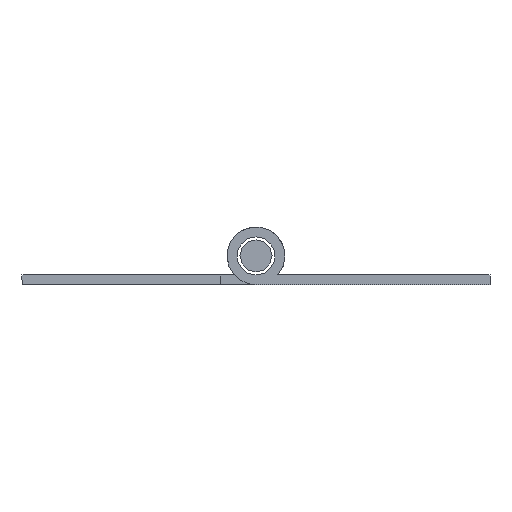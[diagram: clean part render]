
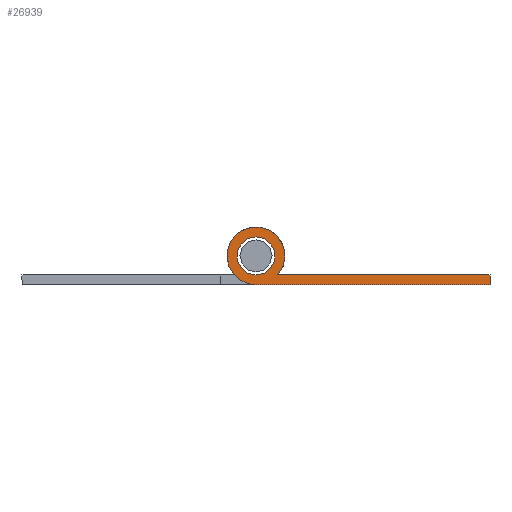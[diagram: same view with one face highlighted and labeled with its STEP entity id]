
A CAD part, front view. The second image highlights one B-rep face of the part: STEP entity #26939.
In plain terms, the highlighted planar face has unit normal (0, -1, 0).
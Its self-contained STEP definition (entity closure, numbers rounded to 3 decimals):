
#7085 = VERTEX_POINT ( 'NONE', #18937 ) ;
#7087 = EDGE_CURVE ( 'NONE', #7088, #7085, #18936, .T. ) ;
#7088 = VERTEX_POINT ( 'NONE', #18931 ) ;
#18931 = CARTESIAN_POINT ( 'NONE',  ( 0., -900., -1.55 ) ) ;
#18932 = DIRECTION ( 'NONE',  ( 0., 0., 1. ) ) ;
#18933 = DIRECTION ( 'NONE',  ( 0., 1., 0. ) ) ;
#18934 = CARTESIAN_POINT ( 'NONE',  ( 0., -900., 0. ) ) ;
#18935 = AXIS2_PLACEMENT_3D ( 'NONE', #18934, #18933, #18932 ) ;
#18936 = CIRCLE ( 'NONE', #18935, 1.55 ) ;
#18937 = CARTESIAN_POINT ( 'NONE',  ( 0., -900., 1.55 ) ) ;
#21069 = DIRECTION ( 'NONE',  ( 0., 0., 1. ) ) ;
#21070 = DIRECTION ( 'NONE',  ( 0., 1., 0. ) ) ;
#21071 = CARTESIAN_POINT ( 'NONE',  ( 0., -900., 0. ) ) ;
#21072 = AXIS2_PLACEMENT_3D ( 'NONE', #21071, #21070, #21069 ) ;
#21073 = CIRCLE ( 'NONE', #21072, 1.55 ) ;
#21091 = DIRECTION ( 'NONE',  ( 0., 0., 1. ) ) ;
#21092 = DIRECTION ( 'NONE',  ( 0., 1., 0. ) ) ;
#21093 = CARTESIAN_POINT ( 'NONE',  ( 0., -900., 0. ) ) ;
#21094 = AXIS2_PLACEMENT_3D ( 'NONE', #21093, #21092, #21091 ) ;
#21095 = PLANE ( 'NONE',  #21094 ) ;
#21096 = FACE_BOUND ( 'NONE', #27004, .T. ) ;
#21097 = FACE_OUTER_BOUND ( 'NONE', #26940, .T. ) ;
#21105 = CARTESIAN_POINT ( 'NONE',  ( 1.766, -900., -1.55 ) ) ;
#21106 = CARTESIAN_POINT ( 'NONE',  ( 0., -900., -2.35 ) ) ;
#21107 = DIRECTION ( 'NONE',  ( 0., 0., 1. ) ) ;
#21108 = DIRECTION ( 'NONE',  ( 0., 1., 0. ) ) ;
#21109 = CARTESIAN_POINT ( 'NONE',  ( 0., -900., 0. ) ) ;
#21110 = AXIS2_PLACEMENT_3D ( 'NONE', #21109, #21108, #21107 ) ;
#21115 = CIRCLE ( 'NONE', #21110, 2.35 ) ;
#21163 = DIRECTION ( 'NONE',  ( 1., 0., 0. ) ) ;
#21164 = VECTOR ( 'NONE', #21163, 1000. ) ;
#21165 = CARTESIAN_POINT ( 'NONE',  ( 19., -900., -1.55 ) ) ;
#21166 = LINE ( 'NONE', #21165, #21164 ) ;
#21167 = CARTESIAN_POINT ( 'NONE',  ( 19., -900., -2.35 ) ) ;
#21168 = CARTESIAN_POINT ( 'NONE',  ( 19., -900., -1.55 ) ) ;
#21169 = DIRECTION ( 'NONE',  ( 0., 0., -1. ) ) ;
#21170 = VECTOR ( 'NONE', #21169, 1000. ) ;
#21171 = CARTESIAN_POINT ( 'NONE',  ( 19., -900., -2.35 ) ) ;
#21172 = LINE ( 'NONE', #21171, #21170 ) ;
#21219 = DIRECTION ( 'NONE',  ( -1., 0., 0. ) ) ;
#21220 = VECTOR ( 'NONE', #21219, 1000. ) ;
#21221 = CARTESIAN_POINT ( 'NONE',  ( 0., -900., -2.35 ) ) ;
#21222 = LINE ( 'NONE', #21221, #21220 ) ;
#26939 = ADVANCED_FACE ( 'NONE', ( #21097, #21096 ), #21095, .F. ) ;
#26940 = EDGE_LOOP ( 'NONE', ( #26941, #26999, #27001, #27002 ) ) ;
#26941 = ORIENTED_EDGE ( 'NONE', *, *, #26996, .F. ) ;
#26952 = EDGE_CURVE ( 'NONE', #7085, #7088, #21073, .T. ) ;
#26962 = EDGE_CURVE ( 'NONE', #26963, #26964, #21115, .T. ) ;
#26963 = VERTEX_POINT ( 'NONE', #21106 ) ;
#26964 = VERTEX_POINT ( 'NONE', #21105 ) ;
#26996 = EDGE_CURVE ( 'NONE', #26997, #26998, #21172, .T. ) ;
#26997 = VERTEX_POINT ( 'NONE', #21168 ) ;
#26998 = VERTEX_POINT ( 'NONE', #21167 ) ;
#26999 = ORIENTED_EDGE ( 'NONE', *, *, #27000, .F. ) ;
#27000 = EDGE_CURVE ( 'NONE', #26964, #26997, #21166, .T. ) ;
#27001 = ORIENTED_EDGE ( 'NONE', *, *, #26962, .F. ) ;
#27002 = ORIENTED_EDGE ( 'NONE', *, *, #27003, .F. ) ;
#27003 = EDGE_CURVE ( 'NONE', #26998, #26963, #21222, .T. ) ;
#27004 = EDGE_LOOP ( 'NONE', ( #27005, #27006 ) ) ;
#27005 = ORIENTED_EDGE ( 'NONE', *, *, #7087, .T. ) ;
#27006 = ORIENTED_EDGE ( 'NONE', *, *, #26952, .T. ) ;
